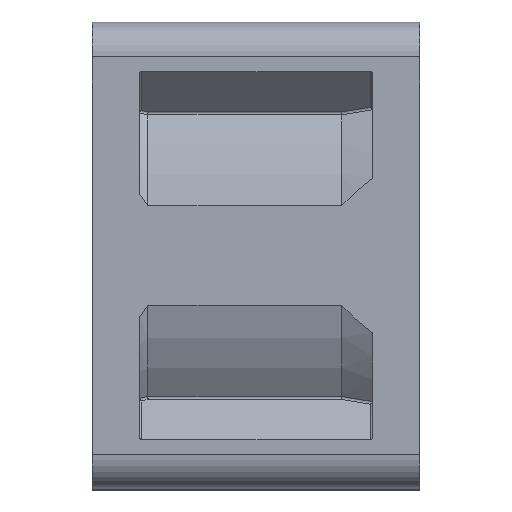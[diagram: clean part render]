
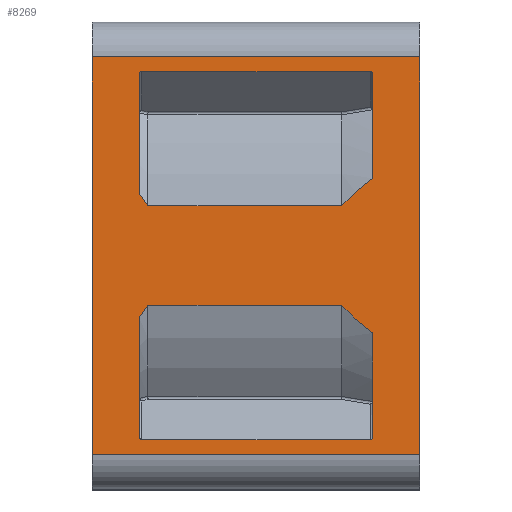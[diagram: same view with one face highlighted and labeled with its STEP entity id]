
A CAD part, top view. The second image highlights one B-rep face of the part: STEP entity #8269.
In plain terms, the highlighted planar face has unit normal (0, 0, 1).
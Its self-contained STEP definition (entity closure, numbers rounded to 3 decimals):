
#371=DIRECTION('',(0.,1.,0.));
#372=VECTOR('',#371,34.);
#373=CARTESIAN_POINT('',(0.,-17.,20.));
#374=LINE('',#373,#372);
#1761=CARTESIAN_POINT('',(-4.2,15.757,20.));
#1762=CARTESIAN_POINT('',(-4.12,15.757,20.));
#1763=CARTESIAN_POINT('',(-4.044,15.672,20.));
#1764=CARTESIAN_POINT('',(-4.,15.555,20.));
#1765=CARTESIAN_POINT('',(-4.,15.475,20.));
#2479=DIRECTION('',(0.,1.,0.));
#2480=VECTOR('',#2479,10.156);
#2481=CARTESIAN_POINT('',(-24.,5.319,20.));
#2482=LINE('',#2481,#2480);
#2487=DIRECTION('',(0.,1.,0.));
#2488=VECTOR('',#2487,10.156);
#2489=CARTESIAN_POINT('',(-24.,-15.475,20.));
#2490=LINE('',#2489,#2488);
#3093=CARTESIAN_POINT('',(-24.,15.475,20.));
#3094=CARTESIAN_POINT('',(-24.,15.555,20.));
#3095=CARTESIAN_POINT('',(-23.956,15.672,20.));
#3096=CARTESIAN_POINT('',(-23.88,15.757,20.));
#3097=CARTESIAN_POINT('',(-23.8,15.757,20.));
#3144=DIRECTION('',(1.,0.,0.));
#3145=VECTOR('',#3144,19.6);
#3146=CARTESIAN_POINT('',(-23.8,15.757,20.));
#3147=LINE('',#3146,#3145);
#3148=CARTESIAN_POINT('',(-23.265,4.266,20.));
#3149=CARTESIAN_POINT('',(-23.337,4.381,20.));
#3150=CARTESIAN_POINT('',(-23.487,4.613,20.));
#3151=CARTESIAN_POINT('',(-23.732,4.963,20.));
#3152=CARTESIAN_POINT('',(-23.908,5.2,20.));
#3153=CARTESIAN_POINT('',(-24.,5.319,20.));
#3155=DIRECTION('',(-1.,0.,0.));
#3156=VECTOR('',#3155,16.6);
#3157=CARTESIAN_POINT('',(-6.665,4.266,20.));
#3158=LINE('',#3157,#3156);
#3159=CARTESIAN_POINT('',(-6.665,4.266,20.));
#3160=CARTESIAN_POINT('',(-6.43,4.527,20.));
#3161=CARTESIAN_POINT('',(-5.918,5.048,20.));
#3162=CARTESIAN_POINT('',(-5.028,5.83,20.));
#3163=CARTESIAN_POINT('',(-4.356,6.352,20.));
#3164=CARTESIAN_POINT('',(-4.,6.613,20.));
#3166=DIRECTION('',(0.,-1.,0.));
#3167=VECTOR('',#3166,8.861);
#3168=CARTESIAN_POINT('',(-4.,15.475,20.));
#3169=LINE('',#3168,#3167);
#3170=DIRECTION('',(0.,-1.,0.));
#3171=VECTOR('',#3170,8.861);
#3172=CARTESIAN_POINT('',(-4.,-6.613,20.));
#3173=LINE('',#3172,#3171);
#3174=CARTESIAN_POINT('',(-4.,-6.613,20.));
#3175=CARTESIAN_POINT('',(-4.356,-6.352,20.));
#3176=CARTESIAN_POINT('',(-5.027,-5.83,20.));
#3177=CARTESIAN_POINT('',(-5.917,-5.048,20.));
#3178=CARTESIAN_POINT('',(-6.43,-4.527,20.));
#3179=CARTESIAN_POINT('',(-6.665,-4.266,20.));
#3181=DIRECTION('',(-1.,0.,0.));
#3182=VECTOR('',#3181,16.6);
#3183=CARTESIAN_POINT('',(-6.665,-4.266,20.));
#3184=LINE('',#3183,#3182);
#3185=CARTESIAN_POINT('',(-24.,-5.319,20.));
#3186=CARTESIAN_POINT('',(-23.908,-5.2,20.));
#3187=CARTESIAN_POINT('',(-23.732,-4.963,20.));
#3188=CARTESIAN_POINT('',(-23.487,-4.613,20.));
#3189=CARTESIAN_POINT('',(-23.337,-4.381,20.));
#3190=CARTESIAN_POINT('',(-23.265,-4.266,20.));
#3192=DIRECTION('',(-1.,0.,0.));
#3193=VECTOR('',#3192,28.);
#3194=CARTESIAN_POINT('',(0.,-17.,20.));
#3195=LINE('',#3194,#3193);
#3196=DIRECTION('',(0.,1.,0.));
#3197=VECTOR('',#3196,34.);
#3198=CARTESIAN_POINT('',(-28.,-17.,20.));
#3199=LINE('',#3198,#3197);
#3204=DIRECTION('',(1.,0.,0.));
#3205=VECTOR('',#3204,19.6);
#3206=CARTESIAN_POINT('',(-23.8,-15.757,20.));
#3207=LINE('',#3206,#3205);
#3228=CARTESIAN_POINT('',(-4.,-15.475,20.));
#3229=CARTESIAN_POINT('',(-4.,-15.555,20.));
#3230=CARTESIAN_POINT('',(-4.044,-15.672,20.));
#3231=CARTESIAN_POINT('',(-4.12,-15.757,20.));
#3232=CARTESIAN_POINT('',(-4.2,-15.757,20.));
#3262=CARTESIAN_POINT('',(-23.8,-15.757,20.));
#3263=CARTESIAN_POINT('',(-23.88,-15.757,20.));
#3264=CARTESIAN_POINT('',(-23.956,-15.672,20.));
#3265=CARTESIAN_POINT('',(-24.,-15.555,20.));
#3266=CARTESIAN_POINT('',(-24.,-15.475,20.));
#3656=DIRECTION('',(-1.,0.,0.));
#3657=VECTOR('',#3656,28.);
#3658=CARTESIAN_POINT('',(0.,17.,20.));
#3659=LINE('',#3658,#3657);
#3809=CARTESIAN_POINT('',(0.,-17.,20.));
#3811=VERTEX_POINT('',#3809);
#3814=CARTESIAN_POINT('',(-28.,-17.,20.));
#3816=VERTEX_POINT('',#3814);
#3818=CARTESIAN_POINT('',(0.,17.,20.));
#3820=VERTEX_POINT('',#3818);
#3821=CARTESIAN_POINT('',(-28.,17.,20.));
#3823=VERTEX_POINT('',#3821);
#3979=VERTEX_POINT('',#3185);
#3980=VERTEX_POINT('',#3190);
#3981=VERTEX_POINT('',#3148);
#3982=VERTEX_POINT('',#3153);
#3983=CARTESIAN_POINT('',(-6.665,-4.266,20.));
#3984=VERTEX_POINT('',#3983);
#3985=CARTESIAN_POINT('',(-6.665,4.266,20.));
#3986=VERTEX_POINT('',#3985);
#3987=VERTEX_POINT('',#3174);
#3988=VERTEX_POINT('',#3164);
#4097=CARTESIAN_POINT('',(-4.,15.475,20.));
#4099=VERTEX_POINT('',#4097);
#4102=CARTESIAN_POINT('',(-4.2,15.757,20.));
#4104=VERTEX_POINT('',#4102);
#4114=CARTESIAN_POINT('',(-23.8,15.757,20.));
#4115=VERTEX_POINT('',#4114);
#4117=CARTESIAN_POINT('',(-24.,15.475,20.));
#4118=VERTEX_POINT('',#4117);
#4120=CARTESIAN_POINT('',(-4.2,-15.757,20.));
#4122=VERTEX_POINT('',#4120);
#4125=CARTESIAN_POINT('',(-4.,-15.475,20.));
#4126=VERTEX_POINT('',#4125);
#4135=CARTESIAN_POINT('',(-24.,-15.475,20.));
#4137=VERTEX_POINT('',#4135);
#4139=CARTESIAN_POINT('',(-23.8,-15.757,20.));
#4140=VERTEX_POINT('',#4139);
#8233=CARTESIAN_POINT('',(-28.,20.,20.));
#8234=DIRECTION('',(0.,0.,-1.));
#8235=DIRECTION('',(0.,-1.,0.));
#8236=AXIS2_PLACEMENT_3D('',#8233,#8234,#8235);
#8237=PLANE('',#8236);
#8238=ORIENTED_EDGE('',*,*,#4810,.F.);
#8240=ORIENTED_EDGE('',*,*,#8239,.T.);
#8241=ORIENTED_EDGE('',*,*,#5537,.T.);
#8243=ORIENTED_EDGE('',*,*,#8242,.F.);
#8244=EDGE_LOOP('',(#8238,#8240,#8241,#8243));
#8245=FACE_OUTER_BOUND('',#8244,.F.);
#8247=ORIENTED_EDGE('',*,*,#8246,.T.);
#8249=ORIENTED_EDGE('',*,*,#8248,.F.);
#8250=ORIENTED_EDGE('',*,*,#6363,.F.);
#8251=ORIENTED_EDGE('',*,*,#6171,.T.);
#8252=ORIENTED_EDGE('',*,*,#6063,.T.);
#8253=ORIENTED_EDGE('',*,*,#5889,.F.);
#8254=ORIENTED_EDGE('',*,*,#7453,.F.);
#8256=ORIENTED_EDGE('',*,*,#8255,.F.);
#8257=EDGE_LOOP('',(#8247,#8249,#8250,#8251,#8252,#8253,#8254,#8256));
#8258=FACE_BOUND('',#8257,.F.);
#8259=ORIENTED_EDGE('',*,*,#8154,.F.);
#8260=ORIENTED_EDGE('',*,*,#8136,.F.);
#8261=ORIENTED_EDGE('',*,*,#7441,.F.);
#8262=ORIENTED_EDGE('',*,*,#5869,.F.);
#8263=ORIENTED_EDGE('',*,*,#6049,.F.);
#8264=ORIENTED_EDGE('',*,*,#6153,.T.);
#8265=ORIENTED_EDGE('',*,*,#6349,.F.);
#8266=ORIENTED_EDGE('',*,*,#6292,.F.);
#8267=EDGE_LOOP('',(#8259,#8260,#8261,#8262,#8263,#8264,#8265,#8266));
#8268=FACE_BOUND('',#8267,.F.);
#8269=ADVANCED_FACE('',(#8245,#8258,#8268),#8237,.F.);
#1766=B_SPLINE_CURVE_WITH_KNOTS('',3,(#1761,#1762,#1763,#1764,#1765),
.UNSPECIFIED.,.F.,.F.,(4,1,4),(0.,0.5,1.),.UNSPECIFIED.);
#3098=B_SPLINE_CURVE_WITH_KNOTS('',3,(#3093,#3094,#3095,#3096,#3097),
.UNSPECIFIED.,.F.,.F.,(4,1,4),(0.,0.5,1.),.UNSPECIFIED.);
#3154=B_SPLINE_CURVE_WITH_KNOTS('',3,(#3148,#3149,#3150,#3151,#3152,#3153),
.UNSPECIFIED.,.F.,.F.,(4,1,1,4),(0.,0.333,0.667,1.),
.UNSPECIFIED.);
#3165=B_SPLINE_CURVE_WITH_KNOTS('',3,(#3159,#3160,#3161,#3162,#3163,#3164),
.UNSPECIFIED.,.F.,.F.,(4,1,1,4),(0.,0.333,0.667,1.),
.UNSPECIFIED.);
#3180=B_SPLINE_CURVE_WITH_KNOTS('',3,(#3174,#3175,#3176,#3177,#3178,#3179),
.UNSPECIFIED.,.F.,.F.,(4,1,1,4),(0.,0.333,0.667,1.),
.UNSPECIFIED.);
#3191=B_SPLINE_CURVE_WITH_KNOTS('',3,(#3185,#3186,#3187,#3188,#3189,#3190),
.UNSPECIFIED.,.F.,.F.,(4,1,1,4),(0.,0.333,0.667,1.),
.UNSPECIFIED.);
#3233=B_SPLINE_CURVE_WITH_KNOTS('',3,(#3228,#3229,#3230,#3231,#3232),
.UNSPECIFIED.,.F.,.F.,(4,1,4),(0.,0.5,1.),.UNSPECIFIED.);
#3267=B_SPLINE_CURVE_WITH_KNOTS('',3,(#3262,#3263,#3264,#3265,#3266),
.UNSPECIFIED.,.F.,.F.,(4,1,4),(0.,0.5,1.),.UNSPECIFIED.);
#4810=EDGE_CURVE('',#3811,#3820,#374,.T.);
#5537=EDGE_CURVE('',#3816,#3823,#3199,.T.);
#5869=EDGE_CURVE('',#3981,#3982,#3154,.T.);
#5889=EDGE_CURVE('',#3979,#3980,#3191,.T.);
#6049=EDGE_CURVE('',#3986,#3981,#3158,.T.);
#6063=EDGE_CURVE('',#3984,#3980,#3184,.T.);
#6153=EDGE_CURVE('',#3986,#3988,#3165,.T.);
#6171=EDGE_CURVE('',#3987,#3984,#3180,.T.);
#6292=EDGE_CURVE('',#4104,#4099,#1766,.T.);
#6349=EDGE_CURVE('',#4099,#3988,#3169,.T.);
#6363=EDGE_CURVE('',#3987,#4126,#3173,.T.);
#7441=EDGE_CURVE('',#3982,#4118,#2482,.T.);
#7453=EDGE_CURVE('',#4137,#3979,#2490,.T.);
#8136=EDGE_CURVE('',#4118,#4115,#3098,.T.);
#8154=EDGE_CURVE('',#4115,#4104,#3147,.T.);
#8239=EDGE_CURVE('',#3811,#3816,#3195,.T.);
#8242=EDGE_CURVE('',#3820,#3823,#3659,.T.);
#8246=EDGE_CURVE('',#4140,#4122,#3207,.T.);
#8248=EDGE_CURVE('',#4126,#4122,#3233,.T.);
#8255=EDGE_CURVE('',#4140,#4137,#3267,.T.);
